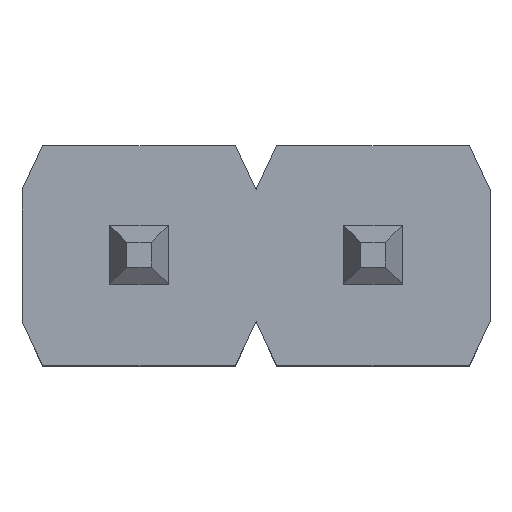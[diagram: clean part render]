
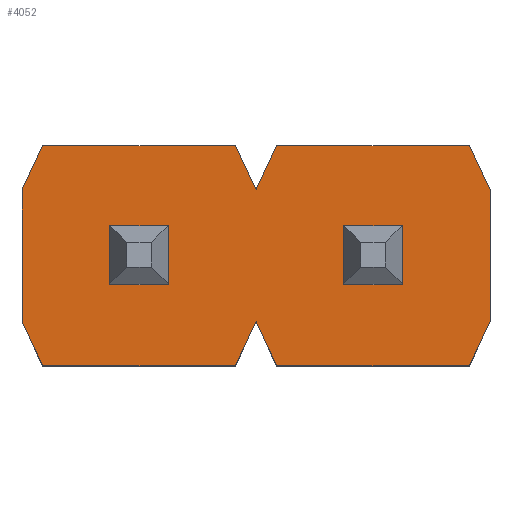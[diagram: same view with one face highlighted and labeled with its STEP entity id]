
A CAD part, top view. The second image highlights one B-rep face of the part: STEP entity #4052.
In plain terms, the highlighted planar face has unit normal (0, 0, 1).
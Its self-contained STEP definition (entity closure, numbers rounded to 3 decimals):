
#121=FACE_BOUND('',#407,.T.);
#122=FACE_BOUND('',#408,.T.);
#168=FACE_OUTER_BOUND('',#406,.T.);
#406=EDGE_LOOP('',(#2833,#2834,#2835,#2836,#2837,#2838,#2839,#2840,#2841,
#2842,#2843,#2844,#2845,#2846));
#407=EDGE_LOOP('',(#2847,#2848,#2849,#2850));
#408=EDGE_LOOP('',(#2851,#2852,#2853,#2854));
#672=LINE('',#5817,#1212);
#675=LINE('',#5822,#1215);
#677=LINE('',#5827,#1217);
#680=LINE('',#5832,#1220);
#682=LINE('',#5837,#1222);
#685=LINE('',#5843,#1225);
#688=LINE('',#5848,#1228);
#690=LINE('',#5852,#1230);
#691=LINE('',#5854,#1231);
#692=LINE('',#5857,#1232);
#694=LINE('',#5860,#1234);
#695=LINE('',#5863,#1235);
#697=LINE('',#5867,#1237);
#702=LINE('',#5877,#1242);
#705=LINE('',#5882,#1245);
#706=LINE('',#5885,#1246);
#709=LINE('',#5890,#1249);
#710=LINE('',#5892,#1250);
#711=LINE('',#5895,#1251);
#713=LINE('',#5898,#1253);
#714=LINE('',#5901,#1254);
#716=LINE('',#5904,#1256);
#1212=VECTOR('',#4721,10.);
#1215=VECTOR('',#4726,10.);
#1217=VECTOR('',#4730,10.);
#1220=VECTOR('',#4735,10.);
#1222=VECTOR('',#4739,10.);
#1225=VECTOR('',#4744,10.);
#1228=VECTOR('',#4749,10.);
#1230=VECTOR('',#4753,10.);
#1231=VECTOR('',#4756,10.);
#1232=VECTOR('',#4759,10.);
#1234=VECTOR('',#4763,10.);
#1235=VECTOR('',#4766,10.);
#1237=VECTOR('',#4770,10.);
#1242=VECTOR('',#4781,10.);
#1245=VECTOR('',#4786,10.);
#1246=VECTOR('',#4789,10.);
#1249=VECTOR('',#4794,10.);
#1250=VECTOR('',#4797,10.);
#1251=VECTOR('',#4800,10.);
#1253=VECTOR('',#4804,10.);
#1254=VECTOR('',#4807,10.);
#1256=VECTOR('',#4811,10.);
#1737=VERTEX_POINT('',#5814);
#1738=VERTEX_POINT('',#5816);
#1739=VERTEX_POINT('',#5820);
#1740=VERTEX_POINT('',#5824);
#1741=VERTEX_POINT('',#5826);
#1742=VERTEX_POINT('',#5830);
#1743=VERTEX_POINT('',#5834);
#1744=VERTEX_POINT('',#5836);
#1745=VERTEX_POINT('',#5840);
#1746=VERTEX_POINT('',#5842);
#1747=VERTEX_POINT('',#5846);
#1748=VERTEX_POINT('',#5850);
#1749=VERTEX_POINT('',#5856);
#1750=VERTEX_POINT('',#5862);
#1751=VERTEX_POINT('',#5866);
#1752=VERTEX_POINT('',#5874);
#1753=VERTEX_POINT('',#5876);
#1754=VERTEX_POINT('',#5880);
#1755=VERTEX_POINT('',#5884);
#1756=VERTEX_POINT('',#5888);
#1757=VERTEX_POINT('',#5894);
#1758=VERTEX_POINT('',#5900);
#2128=EDGE_CURVE('',#1738,#1737,#672,.T.);
#2131=EDGE_CURVE('',#1737,#1739,#675,.T.);
#2133=EDGE_CURVE('',#1741,#1740,#677,.T.);
#2136=EDGE_CURVE('',#1740,#1742,#680,.T.);
#2138=EDGE_CURVE('',#1744,#1743,#682,.T.);
#2141=EDGE_CURVE('',#1746,#1745,#685,.T.);
#2144=EDGE_CURVE('',#1745,#1747,#688,.T.);
#2146=EDGE_CURVE('',#1739,#1748,#690,.T.);
#2147=EDGE_CURVE('',#1748,#1738,#691,.T.);
#2148=EDGE_CURVE('',#1749,#1744,#692,.T.);
#2150=EDGE_CURVE('',#1747,#1749,#694,.T.);
#2151=EDGE_CURVE('',#1750,#1746,#695,.T.);
#2153=EDGE_CURVE('',#1751,#1750,#697,.T.);
#2158=EDGE_CURVE('',#1753,#1752,#702,.T.);
#2161=EDGE_CURVE('',#1752,#1754,#705,.T.);
#2162=EDGE_CURVE('',#1755,#1751,#706,.T.);
#2165=EDGE_CURVE('',#1742,#1756,#709,.T.);
#2166=EDGE_CURVE('',#1756,#1741,#710,.T.);
#2167=EDGE_CURVE('',#1757,#1753,#711,.T.);
#2169=EDGE_CURVE('',#1743,#1757,#713,.T.);
#2170=EDGE_CURVE('',#1758,#1755,#714,.T.);
#2172=EDGE_CURVE('',#1754,#1758,#716,.T.);
#2833=ORIENTED_EDGE('',*,*,#2172,.T.);
#2834=ORIENTED_EDGE('',*,*,#2170,.T.);
#2835=ORIENTED_EDGE('',*,*,#2162,.T.);
#2836=ORIENTED_EDGE('',*,*,#2153,.T.);
#2837=ORIENTED_EDGE('',*,*,#2151,.T.);
#2838=ORIENTED_EDGE('',*,*,#2141,.T.);
#2839=ORIENTED_EDGE('',*,*,#2144,.T.);
#2840=ORIENTED_EDGE('',*,*,#2150,.T.);
#2841=ORIENTED_EDGE('',*,*,#2148,.T.);
#2842=ORIENTED_EDGE('',*,*,#2138,.T.);
#2843=ORIENTED_EDGE('',*,*,#2169,.T.);
#2844=ORIENTED_EDGE('',*,*,#2167,.T.);
#2845=ORIENTED_EDGE('',*,*,#2158,.T.);
#2846=ORIENTED_EDGE('',*,*,#2161,.T.);
#2847=ORIENTED_EDGE('',*,*,#2147,.T.);
#2848=ORIENTED_EDGE('',*,*,#2128,.T.);
#2849=ORIENTED_EDGE('',*,*,#2131,.T.);
#2850=ORIENTED_EDGE('',*,*,#2146,.T.);
#2851=ORIENTED_EDGE('',*,*,#2166,.T.);
#2852=ORIENTED_EDGE('',*,*,#2133,.T.);
#2853=ORIENTED_EDGE('',*,*,#2136,.T.);
#2854=ORIENTED_EDGE('',*,*,#2165,.T.);
#3834=PLANE('',#4402);
#4052=ADVANCED_FACE('',(#168,#121,#122),#3834,.T.);
#4402=AXIS2_PLACEMENT_3D('',#5905,#4812,#4813);
#4721=DIRECTION('',(0.,1.,0.));
#4726=DIRECTION('',(1.,0.,0.));
#4730=DIRECTION('',(0.,1.,0.));
#4735=DIRECTION('',(1.,0.,0.));
#4739=DIRECTION('',(0.424,0.906,0.));
#4744=DIRECTION('',(-0.424,-0.906,0.));
#4749=DIRECTION('',(0.,-1.,0.));
#4753=DIRECTION('',(0.,-1.,0.));
#4756=DIRECTION('',(-1.,0.,0.));
#4759=DIRECTION('',(1.,0.,0.));
#4763=DIRECTION('',(0.424,-0.906,0.));
#4766=DIRECTION('',(-1.,0.,0.));
#4770=DIRECTION('',(-0.424,0.906,0.));
#4781=DIRECTION('',(0.424,0.906,0.));
#4786=DIRECTION('',(0.,1.,0.));
#4789=DIRECTION('',(-0.424,-0.906,0.));
#4794=DIRECTION('',(0.,-1.,0.));
#4797=DIRECTION('',(-1.,0.,0.));
#4800=DIRECTION('',(1.,0.,0.));
#4804=DIRECTION('',(0.424,-0.906,0.));
#4807=DIRECTION('',(-1.,0.,0.));
#4811=DIRECTION('',(-0.424,0.906,0.));
#4812=DIRECTION('center_axis',(0.,0.,1.));
#4813=DIRECTION('ref_axis',(1.,0.,0.));
#5814=CARTESIAN_POINT('',(-1.588,0.318,2.87));
#5816=CARTESIAN_POINT('',(-1.588,-0.318,2.87));
#5817=CARTESIAN_POINT('',(-1.588,-0.318,2.87));
#5820=CARTESIAN_POINT('',(-0.953,0.318,2.87));
#5822=CARTESIAN_POINT('',(-1.588,0.318,2.87));
#5824=CARTESIAN_POINT('',(0.952,0.318,2.87));
#5826=CARTESIAN_POINT('',(0.952,-0.318,2.87));
#5827=CARTESIAN_POINT('',(0.952,-0.318,2.87));
#5830=CARTESIAN_POINT('',(1.588,0.318,2.87));
#5832=CARTESIAN_POINT('',(0.952,0.318,2.87));
#5834=CARTESIAN_POINT('',(0.,-0.714,2.87));
#5836=CARTESIAN_POINT('',(-0.224,-1.194,2.87));
#5837=CARTESIAN_POINT('',(-0.224,-1.194,2.87));
#5840=CARTESIAN_POINT('',(-2.54,0.714,2.87));
#5842=CARTESIAN_POINT('',(-2.316,1.194,2.87));
#5843=CARTESIAN_POINT('',(-2.316,1.194,2.87));
#5846=CARTESIAN_POINT('',(-2.54,-0.714,2.87));
#5848=CARTESIAN_POINT('',(-2.54,1.194,2.87));
#5850=CARTESIAN_POINT('',(-0.953,-0.318,2.87));
#5852=CARTESIAN_POINT('',(-0.953,0.318,2.87));
#5854=CARTESIAN_POINT('',(-0.953,-0.318,2.87));
#5856=CARTESIAN_POINT('',(-2.316,-1.194,2.87));
#5857=CARTESIAN_POINT('',(-2.54,-1.194,2.87));
#5860=CARTESIAN_POINT('',(-2.54,-0.714,2.87));
#5862=CARTESIAN_POINT('',(-0.224,1.194,2.87));
#5863=CARTESIAN_POINT('',(0.,1.194,2.87));
#5866=CARTESIAN_POINT('',(0.,0.714,2.87));
#5867=CARTESIAN_POINT('',(0.,0.714,2.87));
#5874=CARTESIAN_POINT('',(2.54,-0.714,2.87));
#5876=CARTESIAN_POINT('',(2.316,-1.194,2.87));
#5877=CARTESIAN_POINT('',(2.316,-1.194,2.87));
#5880=CARTESIAN_POINT('',(2.54,0.714,2.87));
#5882=CARTESIAN_POINT('',(2.54,-1.194,2.87));
#5884=CARTESIAN_POINT('',(0.224,1.194,2.87));
#5885=CARTESIAN_POINT('',(0.224,1.194,2.87));
#5888=CARTESIAN_POINT('',(1.588,-0.318,2.87));
#5890=CARTESIAN_POINT('',(1.588,0.318,2.87));
#5892=CARTESIAN_POINT('',(1.588,-0.318,2.87));
#5894=CARTESIAN_POINT('',(0.224,-1.194,2.87));
#5895=CARTESIAN_POINT('',(0.,-1.194,2.87));
#5898=CARTESIAN_POINT('',(0.,-0.714,2.87));
#5900=CARTESIAN_POINT('',(2.316,1.194,2.87));
#5901=CARTESIAN_POINT('',(2.54,1.194,2.87));
#5904=CARTESIAN_POINT('',(2.54,0.714,2.87));
#5905=CARTESIAN_POINT('Origin',(1.27,0.,2.87));
